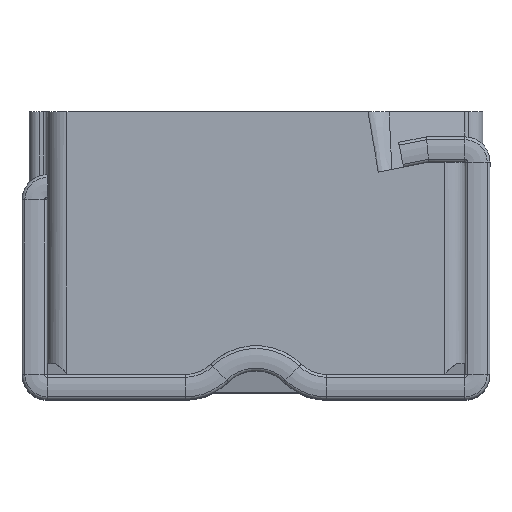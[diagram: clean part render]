
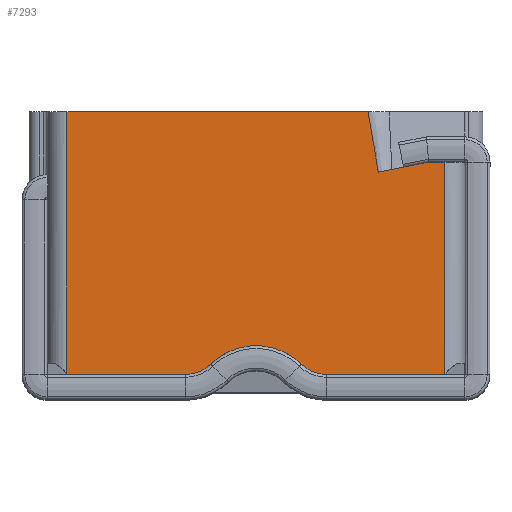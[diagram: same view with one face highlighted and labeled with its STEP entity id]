
A CAD part, top view. The second image highlights one B-rep face of the part: STEP entity #7293.
In plain terms, the highlighted planar face has unit normal (0, 0, 1).
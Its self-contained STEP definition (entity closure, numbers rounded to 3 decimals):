
#324 = CARTESIAN_POINT ( 'NONE',  ( 4.8, 2.5, 6.3 ) ) ;
#557 = AXIS2_PLACEMENT_3D ( 'NONE', #9487, #5003, #5051 ) ;
#600 = ORIENTED_EDGE ( 'NONE', *, *, #11608, .F. ) ;
#601 = CARTESIAN_POINT ( 'NONE',  ( 3.021, 4.418, 6.3 ) ) ;
#642 = VECTOR ( 'NONE', #6713, 1000. ) ;
#720 = CARTESIAN_POINT ( 'NONE',  ( 4.8, 2.5, 6.3 ) ) ;
#737 = ORIENTED_EDGE ( 'NONE', *, *, #5794, .T. ) ;
#740 = PLANE ( 'NONE',  #10197 ) ;
#802 = EDGE_CURVE ( 'NONE', #7811, #9797, #5508, .T. ) ;
#864 = EDGE_CURVE ( 'NONE', #1330, #10491, #3923, .T. ) ;
#1117 = EDGE_CURVE ( 'NONE', #4013, #8030, #6670, .T. ) ;
#1177 = ORIENTED_EDGE ( 'NONE', *, *, #3510, .F. ) ;
#1201 = VECTOR ( 'NONE', #8942, 1000. ) ;
#1330 = VERTEX_POINT ( 'NONE', #720 ) ;
#1535 = DIRECTION ( 'NONE',  ( 0., 0., 1. ) ) ;
#1657 = CARTESIAN_POINT ( 'NONE',  ( 3.4, 2.22, 6.3 ) ) ;
#1718 = LINE ( 'NONE', #1657, #9041 ) ;
#2131 = VECTOR ( 'NONE', #2667, 1000. ) ;
#2311 = CIRCLE ( 'NONE', #8908, 1. ) ;
#2390 = CARTESIAN_POINT ( 'NONE',  ( 0., 3.9, 6.3 ) ) ;
#2422 = LINE ( 'NONE', #601, #3596 ) ;
#2518 = CARTESIAN_POINT ( 'NONE',  ( 1.26, -3.114, 6.3 ) ) ;
#2667 = DIRECTION ( 'NONE',  ( -1., 0., 0. ) ) ;
#2685 = CARTESIAN_POINT ( 'NONE',  ( 3.11, 3.9, 6.3 ) ) ;
#2720 = CARTESIAN_POINT ( 'NONE',  ( 0., -3.4, 6.3 ) ) ;
#2760 = VERTEX_POINT ( 'NONE', #2518 ) ;
#2787 = VERTEX_POINT ( 'NONE', #2685 ) ;
#3261 = LINE ( 'NONE', #11480, #4880 ) ;
#3282 = LINE ( 'NONE', #2390, #11125 ) ;
#3476 = CARTESIAN_POINT ( 'NONE',  ( 0., 3.9, 6.3 ) ) ;
#3510 = EDGE_CURVE ( 'NONE', #9797, #6406, #3610, .T. ) ;
#3586 = DIRECTION ( 'NONE',  ( 0.759, -0.651, 0. ) ) ;
#3596 = VECTOR ( 'NONE', #7742, 1000. ) ;
#3610 = LINE ( 'NONE', #2720, #2131 ) ;
#3710 = CARTESIAN_POINT ( 'NONE',  ( 0., -4.4, 6.3 ) ) ;
#3865 = EDGE_CURVE ( 'NONE', #2760, #6406, #2311, .T. ) ;
#3897 = ORIENTED_EDGE ( 'NONE', *, *, #3865, .T. ) ;
#3923 = LINE ( 'NONE', #324, #642 ) ;
#3931 = DIRECTION ( 'NONE',  ( 1., 0., 0. ) ) ;
#4013 = VERTEX_POINT ( 'NONE', #6896 ) ;
#4149 = EDGE_CURVE ( 'NONE', #7811, #10491, #7007, .T. ) ;
#4462 = EDGE_CURVE ( 'NONE', #2760, #6490, #9856, .T. ) ;
#4542 = DIRECTION ( 'NONE',  ( 0., 0., 1. ) ) ;
#4880 = VECTOR ( 'NONE', #10602, 1000. ) ;
#5003 = DIRECTION ( 'NONE',  ( 0., 0., 1. ) ) ;
#5007 = DIRECTION ( 'NONE',  ( 1., 0., 0. ) ) ;
#5039 = VERTEX_POINT ( 'NONE', #7517 ) ;
#5051 = DIRECTION ( 'NONE',  ( 1., 0., 0. ) ) ;
#5195 = CARTESIAN_POINT ( 'NONE',  ( 5.21, -3.4, 6.3 ) ) ;
#5446 = VERTEX_POINT ( 'NONE', #8016 ) ;
#5508 = LINE ( 'NONE', #9115, #1201 ) ;
#5573 = EDGE_CURVE ( 'NONE', #8030, #6490, #6217, .T. ) ;
#5667 = VECTOR ( 'NONE', #3586, 1000. ) ;
#5794 = EDGE_CURVE ( 'NONE', #5039, #8510, #3261, .T. ) ;
#6093 = VECTOR ( 'NONE', #8039, 1000. ) ;
#6217 = CIRCLE ( 'NONE', #557, 1. ) ;
#6280 = CARTESIAN_POINT ( 'NONE',  ( 5.25, 2.5, 6.3 ) ) ;
#6346 = CARTESIAN_POINT ( 'NONE',  ( 5.25, 2.5, 6.3 ) ) ;
#6406 = VERTEX_POINT ( 'NONE', #10097 ) ;
#6490 = VERTEX_POINT ( 'NONE', #10216 ) ;
#6670 = LINE ( 'NONE', #8541, #9537 ) ;
#6713 = DIRECTION ( 'NONE',  ( 1., 0., 0. ) ) ;
#6841 = CARTESIAN_POINT ( 'NONE',  ( 5.25, -3.366, 6.3 ) ) ;
#6896 = CARTESIAN_POINT ( 'NONE',  ( -5.21, -3.4, 6.3 ) ) ;
#7007 = LINE ( 'NONE', #6280, #6093 ) ;
#7293 = ADVANCED_FACE ( 'NONE', ( #11467 ), #740, .T. ) ;
#7474 = ORIENTED_EDGE ( 'NONE', *, *, #1117, .T. ) ;
#7517 = CARTESIAN_POINT ( 'NONE',  ( -5.25, 3.9, 6.3 ) ) ;
#7742 = DIRECTION ( 'NONE',  ( 0.169, -0.986, 0. ) ) ;
#7811 = VERTEX_POINT ( 'NONE', #6841 ) ;
#8016 = CARTESIAN_POINT ( 'NONE',  ( 3.398, 2.22, 6.3 ) ) ;
#8029 = DIRECTION ( 'NONE',  ( 0.981, 0.196, 0. ) ) ;
#8030 = VERTEX_POINT ( 'NONE', #8275 ) ;
#8039 = DIRECTION ( 'NONE',  ( 0., 1., 0. ) ) ;
#8160 = AXIS2_PLACEMENT_3D ( 'NONE', #3710, #4542, #9078 ) ;
#8275 = CARTESIAN_POINT ( 'NONE',  ( -1.96, -3.4, 6.3 ) ) ;
#8510 = VERTEX_POINT ( 'NONE', #9874 ) ;
#8541 = CARTESIAN_POINT ( 'NONE',  ( 0., -3.4, 6.3 ) ) ;
#8600 = DIRECTION ( 'NONE',  ( -1., 0., 0. ) ) ;
#8664 = ORIENTED_EDGE ( 'NONE', *, *, #8893, .F. ) ;
#8893 = EDGE_CURVE ( 'NONE', #5446, #1330, #1718, .T. ) ;
#8908 = AXIS2_PLACEMENT_3D ( 'NONE', #10919, #9360, #3931 ) ;
#8942 = DIRECTION ( 'NONE',  ( -0.759, -0.651, 0. ) ) ;
#9041 = VECTOR ( 'NONE', #8029, 1000. ) ;
#9068 = LINE ( 'NONE', #10758, #5667 ) ;
#9078 = DIRECTION ( 'NONE',  ( 1., 0., 0. ) ) ;
#9115 = CARTESIAN_POINT ( 'NONE',  ( 3.887, -4.534, 6.3 ) ) ;
#9266 = ORIENTED_EDGE ( 'NONE', *, *, #9662, .T. ) ;
#9320 = ORIENTED_EDGE ( 'NONE', *, *, #4149, .T. ) ;
#9360 = DIRECTION ( 'NONE',  ( 0., 0., 1. ) ) ;
#9487 = CARTESIAN_POINT ( 'NONE',  ( -1.96, -2.4, 6.3 ) ) ;
#9522 = ORIENTED_EDGE ( 'NONE', *, *, #864, .F. ) ;
#9537 = VECTOR ( 'NONE', #5007, 1000. ) ;
#9662 = EDGE_CURVE ( 'NONE', #2787, #5039, #3282, .T. ) ;
#9771 = ORIENTED_EDGE ( 'NONE', *, *, #5573, .T. ) ;
#9777 = DIRECTION ( 'NONE',  ( 1., 0., 0. ) ) ;
#9797 = VERTEX_POINT ( 'NONE', #5195 ) ;
#9840 = ORIENTED_EDGE ( 'NONE', *, *, #802, .F. ) ;
#9856 = CIRCLE ( 'NONE', #8160, 1.8 ) ;
#9874 = CARTESIAN_POINT ( 'NONE',  ( -5.25, -3.366, 6.3 ) ) ;
#10097 = CARTESIAN_POINT ( 'NONE',  ( 1.96, -3.4, 6.3 ) ) ;
#10197 = AXIS2_PLACEMENT_3D ( 'NONE', #3476, #1535, #9777 ) ;
#10216 = CARTESIAN_POINT ( 'NONE',  ( -1.26, -3.114, 6.3 ) ) ;
#10309 = EDGE_CURVE ( 'NONE', #8510, #4013, #9068, .T. ) ;
#10491 = VERTEX_POINT ( 'NONE', #6346 ) ;
#10602 = DIRECTION ( 'NONE',  ( 0., -1., 0. ) ) ;
#10758 = CARTESIAN_POINT ( 'NONE',  ( -3.887, -4.534, 6.3 ) ) ;
#10830 = EDGE_LOOP ( 'NONE', ( #9840, #9320, #9522, #8664, #600, #9266, #737, #11442, #7474, #9771, #11049, #3897, #1177 ) ) ;
#10919 = CARTESIAN_POINT ( 'NONE',  ( 1.96, -2.4, 6.3 ) ) ;
#11049 = ORIENTED_EDGE ( 'NONE', *, *, #4462, .F. ) ;
#11125 = VECTOR ( 'NONE', #8600, 1000. ) ;
#11442 = ORIENTED_EDGE ( 'NONE', *, *, #10309, .T. ) ;
#11467 = FACE_OUTER_BOUND ( 'NONE', #10830, .T. ) ;
#11480 = CARTESIAN_POINT ( 'NONE',  ( -5.25, 3.9, 6.3 ) ) ;
#11608 = EDGE_CURVE ( 'NONE', #2787, #5446, #2422, .T. ) ;
